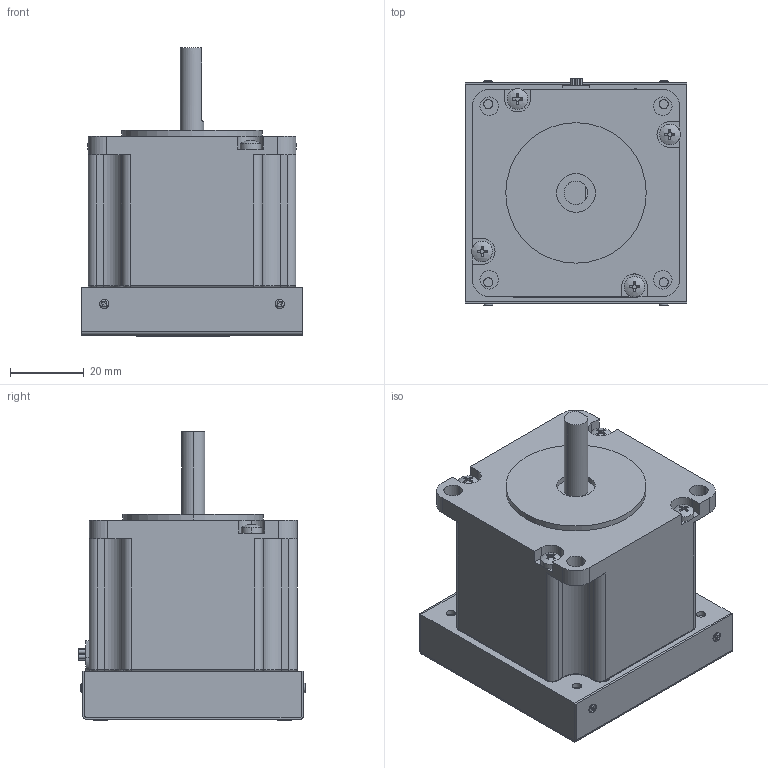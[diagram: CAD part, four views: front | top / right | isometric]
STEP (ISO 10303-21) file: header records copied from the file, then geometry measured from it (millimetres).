
FILE_DESCRIPTION (( 'STEP AP214' ), '1' );
FILE_NAME ('PD57-1-1076 - NEMA23.STEP', '2018-08-16T07:35:57', ( '' ), ( '' ), 'SwSTEP 2.0', 'SolidWorks 2016', '' );
FILE_SCHEMA (( 'AUTOMOTIVE_DESIGN' ));
Length unit declared in the file: millimetre
Products named in the file (32): Base; Part9^TMCM-1076; NEMA23_41mm_DPM57SH41-4A.018_1; PD57-1-1076 - NEMA23; socket head cap screw_iso_ISO 4762 M3 x 6 - 6C; parallel pin unhardened_iso_ISO 2338 - 1.5 m6 x 8 - St; TMCM-1076_V10_280218; Magnet; Magnet_Holder_Brass; TMCM_1361_din_iso_7049_st2_2x4_5_c_h; din_7984_8_8_m_3x6; Cover
Assembly tree (20 placements, depth 2):
  Base
  Part9^TMCM-1076
  NEMA23_41mm_DPM57SH41-4A.018_1
  Part9^TMCM-1076
  PD57-1-1076 - NEMA23
    NEMA23_41mm_DPM57SH41-4A.018_1
    Base
    Cover
    din_7984_8_8_m_3x6  x2
    TMCM_1361_din_iso_7049_st2_2x4_5_c_h  x4
    Magnet_Holder_Brass
    Magnet
    socket head cap screw_iso_ISO 4762 M3 x 6 - 6C  x4
    Part9^TMCM-1076  x2
    TMCM-1076_V10_280218
    parallel pin unhardened_iso_ISO 2338 - 1.5 m6 x 8 - St  x2
Bounding box: 60 x 61.75 x 78.25 mm (x, y, z)
Volume: 138171.1 mm3; surface area: 48195.7 mm2
Topology: 20 solids, 20 shells, 1506 faces, 4068 edges, 2645 vertices
Faces by surface type: plane 766, cylinder 445, bspline 207, cone 72, torus 12, sphere 4
Entity records: 62565 total; most frequent: CARTESIAN_POINT 15300, ORIENTED_EDGE 7108, DIRECTION 6212, EDGE_CURVE 3554, VERTEX_POINT 2337, LINE 2250, VECTOR 2250, AXIS2_PLACEMENT_3D 1981
